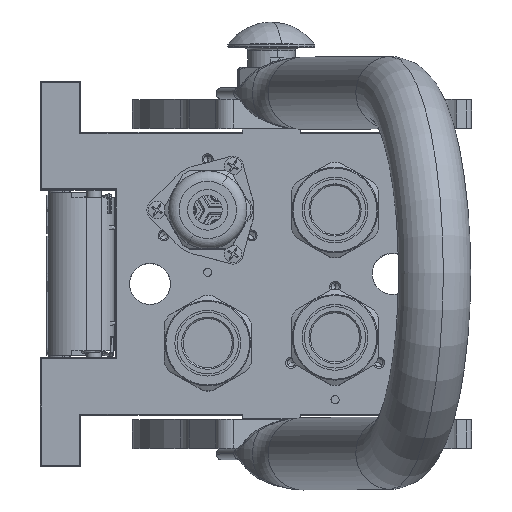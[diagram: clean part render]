
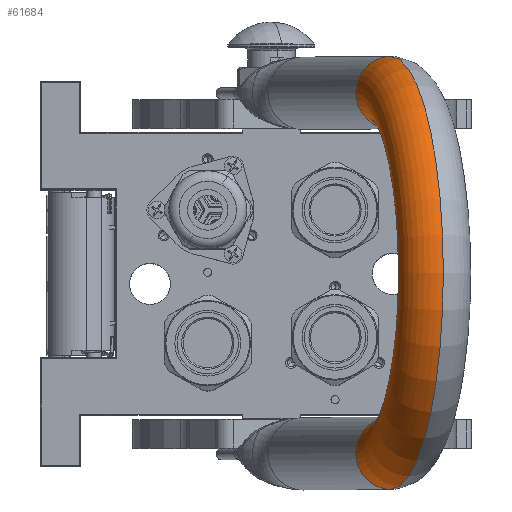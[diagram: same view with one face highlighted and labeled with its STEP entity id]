
A CAD part, top view. The second image highlights one B-rep face of the part: STEP entity #61684.
In plain terms, the highlighted toroidal (fillet/blend) face has major radius 62.25 mm and minor radius 12.5 mm.
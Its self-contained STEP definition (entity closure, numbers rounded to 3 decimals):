
#2598 = CARTESIAN_POINT ( 'NONE',  ( 74.75, 0., 125.25 ) ) ;
#2716 = CARTESIAN_POINT ( 'NONE',  ( -74.75, 0., 125.25 ) ) ;
#4890 = ORIENTED_EDGE ( 'NONE', *, *, #97457, .T. ) ;
#6002 = CIRCLE ( 'NONE', #37853, 12.5 ) ;
#7826 = CARTESIAN_POINT ( 'NONE',  ( 0., 0., 125.25 ) ) ;
#14380 = VERTEX_POINT ( 'NONE', #139990 ) ;
#16582 = CARTESIAN_POINT ( 'NONE',  ( -62.25, 0., 125.25 ) ) ;
#20006 = CIRCLE ( 'NONE', #63869, 12.5 ) ;
#20831 = AXIS2_PLACEMENT_3D ( 'NONE', #132774, #85922, #25771 ) ;
#24033 = CIRCLE ( 'NONE', #24054, 74.75 ) ;
#24054 = AXIS2_PLACEMENT_3D ( 'NONE', #110623, #51846, #60270 ) ;
#25771 = DIRECTION ( 'NONE',  ( 1., 0., 0. ) ) ;
#28122 = ORIENTED_EDGE ( 'NONE', *, *, #96991, .T. ) ;
#37853 = AXIS2_PLACEMENT_3D ( 'NONE', #62516, #88055, #50759 ) ;
#40784 = FACE_OUTER_BOUND ( 'NONE', #45417, .T. ) ;
#45417 = EDGE_LOOP ( 'NONE', ( #28122, #52793, #61860, #4890 ) ) ;
#50759 = DIRECTION ( 'NONE',  ( -1., 0., 0. ) ) ;
#51846 = DIRECTION ( 'NONE',  ( 0., 1., 0. ) ) ;
#52793 = ORIENTED_EDGE ( 'NONE', *, *, #124559, .F. ) ;
#54855 = VERTEX_POINT ( 'NONE', #103107 ) ;
#60270 = DIRECTION ( 'NONE',  ( -1., 0., 0. ) ) ;
#61684 = ADVANCED_FACE ( 'NONE', ( #40784 ), #86452, .T. ) ;
#61860 = ORIENTED_EDGE ( 'NONE', *, *, #121144, .F. ) ;
#62516 = CARTESIAN_POINT ( 'NONE',  ( 62.25, 0., 125.25 ) ) ;
#63869 = AXIS2_PLACEMENT_3D ( 'NONE', #16582, #102197, #150744 ) ;
#79162 = DIRECTION ( 'NONE',  ( -1., 0., 0. ) ) ;
#79675 = DIRECTION ( 'NONE',  ( 0., 1., 0. ) ) ;
#85922 = DIRECTION ( 'NONE',  ( 0., 1., 0. ) ) ;
#86452 = TOROIDAL_SURFACE ( 'NONE', #20831, 62.25, 12.5 ) ;
#88055 = DIRECTION ( 'NONE',  ( 0., 0., -1. ) ) ;
#96991 = EDGE_CURVE ( 'NONE', #107444, #123737, #24033, .T. ) ;
#97457 = EDGE_CURVE ( 'NONE', #14380, #107444, #20006, .T. ) ;
#102197 = DIRECTION ( 'NONE',  ( 0., 0., 1. ) ) ;
#103107 = CARTESIAN_POINT ( 'NONE',  ( 49.75, 0., 125.25 ) ) ;
#103942 = CIRCLE ( 'NONE', #143381, 49.75 ) ;
#107444 = VERTEX_POINT ( 'NONE', #2716 ) ;
#110623 = CARTESIAN_POINT ( 'NONE',  ( 0., 0., 125.25 ) ) ;
#121144 = EDGE_CURVE ( 'NONE', #14380, #54855, #103942, .T. ) ;
#123737 = VERTEX_POINT ( 'NONE', #2598 ) ;
#124559 = EDGE_CURVE ( 'NONE', #54855, #123737, #6002, .T. ) ;
#132774 = CARTESIAN_POINT ( 'NONE',  ( 0., 0., 125.25 ) ) ;
#139990 = CARTESIAN_POINT ( 'NONE',  ( -49.75, 0., 125.25 ) ) ;
#143381 = AXIS2_PLACEMENT_3D ( 'NONE', #7826, #79675, #79162 ) ;
#150744 = DIRECTION ( 'NONE',  ( 1., 0., 0. ) ) ;
